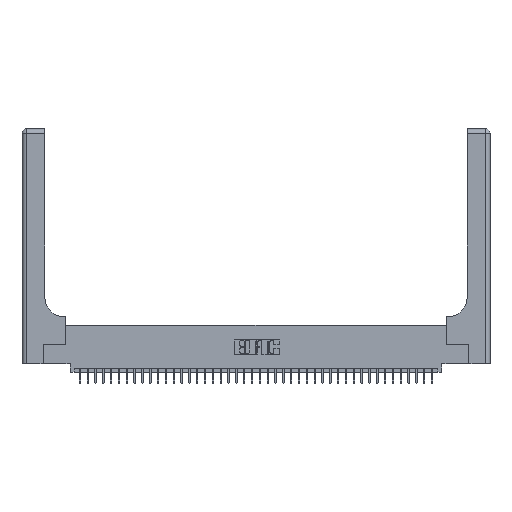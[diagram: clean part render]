
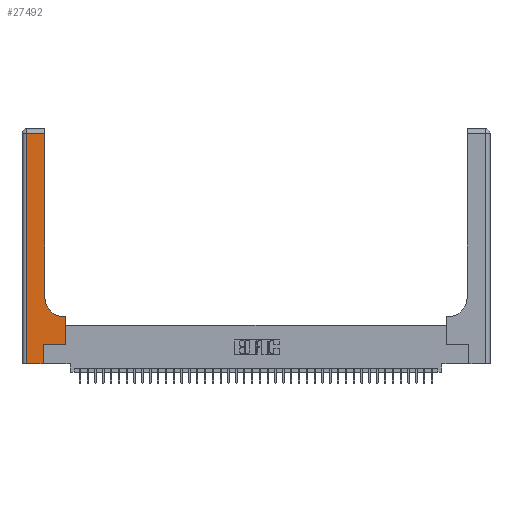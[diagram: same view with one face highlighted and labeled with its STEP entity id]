
A CAD part, top view. The second image highlights one B-rep face of the part: STEP entity #27492.
In plain terms, the highlighted planar face has unit normal (0, 0, 1).
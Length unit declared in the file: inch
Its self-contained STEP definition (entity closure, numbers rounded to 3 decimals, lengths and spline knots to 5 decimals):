
#694 = EDGE_LOOP ( 'NONE', ( #34607, #25289, #14761, #2961, #16741, #40627, #11543, #10246, #13406 ) ) ;
#1599 = VERTEX_POINT ( 'NONE', #33040 ) ;
#2469 = VERTEX_POINT ( 'NONE', #9164 ) ;
#2930 = CARTESIAN_POINT ( 'NONE',  ( 0.5585, 0.25, 0.37 ) ) ;
#2961 = ORIENTED_EDGE ( 'NONE', *, *, #34432, .T. ) ;
#4350 = VECTOR ( 'NONE', #33166, 39.37008 ) ;
#5108 = DIRECTION ( 'NONE',  ( -1., 0., 0. ) ) ;
#6006 = DIRECTION ( 'NONE',  ( 1., 0., 0. ) ) ;
#8012 = VERTEX_POINT ( 'NONE', #27669 ) ;
#8082 = LINE ( 'NONE', #30729, #23988 ) ;
#9164 = CARTESIAN_POINT ( 'NONE',  ( 0.5415, 0.6, 0.37 ) ) ;
#9393 = LINE ( 'NONE', #18531, #25379 ) ;
#10246 = ORIENTED_EDGE ( 'NONE', *, *, #29135, .T. ) ;
#11543 = ORIENTED_EDGE ( 'NONE', *, *, #14178, .T. ) ;
#12417 = VERTEX_POINT ( 'NONE', #2930 ) ;
#13406 = ORIENTED_EDGE ( 'NONE', *, *, #26921, .T. ) ;
#14178 = EDGE_CURVE ( 'NONE', #12417, #23417, #8082, .T. ) ;
#14761 = ORIENTED_EDGE ( 'NONE', *, *, #40756, .T. ) ;
#14866 = VERTEX_POINT ( 'NONE', #19205 ) ;
#16489 = CARTESIAN_POINT ( 'NONE',  ( 0.2915, 2.94, 0.37 ) ) ;
#16741 = ORIENTED_EDGE ( 'NONE', *, *, #33902, .T. ) ;
#17351 = DIRECTION ( 'NONE',  ( 0., 1., 0. ) ) ;
#17564 = CARTESIAN_POINT ( 'NONE',  ( 0., 3., 0.37 ) ) ;
#17768 = LINE ( 'NONE', #39357, #20753 ) ;
#18531 = CARTESIAN_POINT ( 'NONE',  ( 0., 2.94, 0.37 ) ) ;
#18657 = LINE ( 'NONE', #24910, #18699 ) ;
#18699 = VECTOR ( 'NONE', #37178, 39.37008 ) ;
#18919 = DIRECTION ( 'NONE',  ( 0., 0., -1. ) ) ;
#19205 = CARTESIAN_POINT ( 'NONE',  ( 0.269, 0.25, 0.37 ) ) ;
#19678 = CARTESIAN_POINT ( 'NONE',  ( 0.269, 0., 0.37 ) ) ;
#20552 = LINE ( 'NONE', #33234, #23549 ) ;
#20650 = DIRECTION ( 'NONE',  ( -1., 0., 0. ) ) ;
#20753 = VECTOR ( 'NONE', #17351, 39.37008 ) ;
#21583 = VERTEX_POINT ( 'NONE', #19678 ) ;
#22065 = DIRECTION ( 'NONE',  ( -1., 0., 0. ) ) ;
#23398 = CARTESIAN_POINT ( 'NONE',  ( 0., 0., 0.37 ) ) ;
#23417 = VERTEX_POINT ( 'NONE', #30593 ) ;
#23549 = VECTOR ( 'NONE', #39619, 39.37008 ) ;
#23963 = CARTESIAN_POINT ( 'NONE',  ( 0.2915, 0.6, 0.37 ) ) ;
#23988 = VECTOR ( 'NONE', #26989, 39.37008 ) ;
#24302 = LINE ( 'NONE', #27637, #37953 ) ;
#24397 = VERTEX_POINT ( 'NONE', #40748 ) ;
#24910 = CARTESIAN_POINT ( 'NONE',  ( 0.06, 3., 0.37 ) ) ;
#25289 = ORIENTED_EDGE ( 'NONE', *, *, #29273, .T. ) ;
#25379 = VECTOR ( 'NONE', #22065, 39.37008 ) ;
#26522 = LINE ( 'NONE', #23398, #4350 ) ;
#26921 = EDGE_CURVE ( 'NONE', #2469, #8012, #28274, .T. ) ;
#26989 = DIRECTION ( 'NONE',  ( 0., 1., 0. ) ) ;
#27141 = PLANE ( 'NONE',  #35516 ) ;
#27492 = ADVANCED_FACE ( 'NONE', ( #27760 ), #27141, .F. ) ;
#27637 = CARTESIAN_POINT ( 'NONE',  ( 0.269, 0.25, 0.37 ) ) ;
#27669 = CARTESIAN_POINT ( 'NONE',  ( 0.2915, 0.85, 0.37 ) ) ;
#27760 = FACE_OUTER_BOUND ( 'NONE', #694, .T. ) ;
#28274 = CIRCLE ( 'NONE', #32950, 0.25 ) ;
#29135 = EDGE_CURVE ( 'NONE', #23417, #2469, #36436, .T. ) ;
#29273 = EDGE_CURVE ( 'NONE', #37848, #1599, #9393, .T. ) ;
#30593 = CARTESIAN_POINT ( 'NONE',  ( 0.5585, 0.6, 0.37 ) ) ;
#30729 = CARTESIAN_POINT ( 'NONE',  ( 0.5585, 0.25, 0.37 ) ) ;
#31296 = EDGE_CURVE ( 'NONE', #8012, #37848, #17768, .T. ) ;
#32605 = DIRECTION ( 'NONE',  ( 1., 0., 0. ) ) ;
#32950 = AXIS2_PLACEMENT_3D ( 'NONE', #35724, #39406, #32605 ) ;
#33040 = CARTESIAN_POINT ( 'NONE',  ( 0.06, 2.94, 0.37 ) ) ;
#33166 = DIRECTION ( 'NONE',  ( 1., 0., 0. ) ) ;
#33234 = CARTESIAN_POINT ( 'NONE',  ( 0.269, 0., 0.37 ) ) ;
#33902 = EDGE_CURVE ( 'NONE', #21583, #14866, #20552, .T. ) ;
#34432 = EDGE_CURVE ( 'NONE', #24397, #21583, #26522, .T. ) ;
#34607 = ORIENTED_EDGE ( 'NONE', *, *, #31296, .T. ) ;
#35516 = AXIS2_PLACEMENT_3D ( 'NONE', #17564, #18919, #5108 ) ;
#35724 = CARTESIAN_POINT ( 'NONE',  ( 0.5415, 0.85, 0.37 ) ) ;
#36436 = LINE ( 'NONE', #23963, #39273 ) ;
#37178 = DIRECTION ( 'NONE',  ( 0., -1., 0. ) ) ;
#37848 = VERTEX_POINT ( 'NONE', #16489 ) ;
#37953 = VECTOR ( 'NONE', #6006, 39.37008 ) ;
#39273 = VECTOR ( 'NONE', #20650, 39.37008 ) ;
#39357 = CARTESIAN_POINT ( 'NONE',  ( 0.2915, 3., 0.37 ) ) ;
#39406 = DIRECTION ( 'NONE',  ( 0., 0., -1. ) ) ;
#39619 = DIRECTION ( 'NONE',  ( 0., 1., 0. ) ) ;
#40627 = ORIENTED_EDGE ( 'NONE', *, *, #40752, .T. ) ;
#40748 = CARTESIAN_POINT ( 'NONE',  ( 0.06, 0., 0.37 ) ) ;
#40752 = EDGE_CURVE ( 'NONE', #14866, #12417, #24302, .T. ) ;
#40756 = EDGE_CURVE ( 'NONE', #1599, #24397, #18657, .T. ) ;
